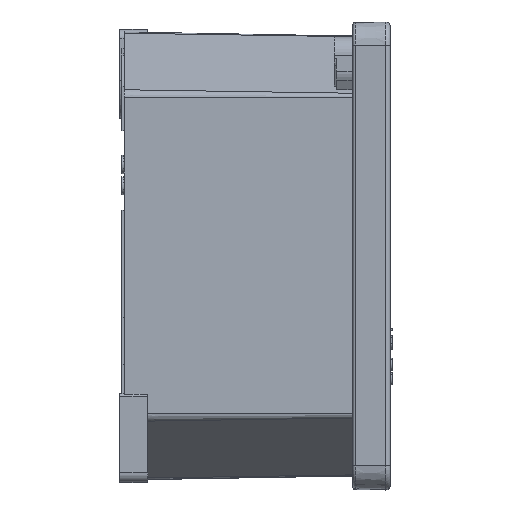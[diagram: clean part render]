
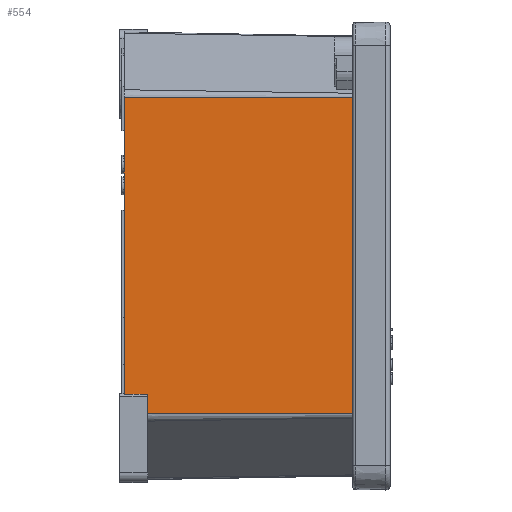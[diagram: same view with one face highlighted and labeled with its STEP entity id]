
A CAD part, top view. The second image highlights one B-rep face of the part: STEP entity #554.
In plain terms, the highlighted face is planar.
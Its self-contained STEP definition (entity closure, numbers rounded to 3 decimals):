
#554 = ADVANCED_FACE( '', ( #1462 ), #1463, .T. );
#1462 = FACE_OUTER_BOUND( '', #2779, .T. );
#1463 = PLANE( '', #2780 );
#2779 = EDGE_LOOP( '', ( #4327, #4328, #4329, #4330, #4331, #4332 ) );
#2780 = AXIS2_PLACEMENT_3D( '', #4333, #4334, #4335 );
#4327 = ORIENTED_EDGE( '', *, *, #8014, .F. );
#4328 = ORIENTED_EDGE( '', *, *, #8015, .T. );
#4329 = ORIENTED_EDGE( '', *, *, #8016, .F. );
#4330 = ORIENTED_EDGE( '', *, *, #7798, .F. );
#4331 = ORIENTED_EDGE( '', *, *, #8017, .T. );
#4332 = ORIENTED_EDGE( '', *, *, #8018, .T. );
#4333 = CARTESIAN_POINT( '', ( 1., -47.975, 33.82 ) );
#4334 = DIRECTION( '', ( 0.017, -1., 0. ) );
#4335 = DIRECTION( '', ( 1., 0.017, 0. ) );
#7798 = EDGE_CURVE( '', #9305, #9307, #9308, .F. );
#8014 = EDGE_CURVE( '', #9693, #9694, #9695, .T. );
#8015 = EDGE_CURVE( '', #9693, #9696, #9697, .F. );
#8016 = EDGE_CURVE( '', #9307, #9696, #9698, .T. );
#8017 = EDGE_CURVE( '', #9305, #9699, #9700, .T. );
#8018 = EDGE_CURVE( '', #9699, #9694, #9701, .T. );
#9305 = VERTEX_POINT( '', #11530 );
#9307 = VERTEX_POINT( '', #11532 );
#9308 = LINE( '', #11533, #11534 );
#9693 = VERTEX_POINT( '', #12030 );
#9694 = VERTEX_POINT( '', #12031 );
#9695 = ELLIPSE( '', #12032, 28.649, 0.5 );
#9696 = VERTEX_POINT( '', #12033 );
#9697 = LINE( '', #12034, #12035 );
#9698 = LINE( '', #12036, #12037 );
#9699 = VERTEX_POINT( '', #12038 );
#9700 = LINE( '', #12039, #12040 );
#9701 = LINE( '', #12041, #12042 );
#11530 = CARTESIAN_POINT( '', ( 53., -47.067, 33.82 ) );
#11532 = CARTESIAN_POINT( '', ( 53., -47.067, -33.82 ) );
#11533 = CARTESIAN_POINT( '', ( 53., -47.067, 33.82 ) );
#11534 = VECTOR( '', #14420, 1000. );
#12030 = CARTESIAN_POINT( '', ( 6., -47.888, -29.691 ) );
#12031 = CARTESIAN_POINT( '', ( 1., -47.975, -29.769 ) );
#12032 = AXIS2_PLACEMENT_3D( '', #14742, #14743, #14744 );
#12033 = CARTESIAN_POINT( '', ( 6., -47.888, -33.82 ) );
#12034 = CARTESIAN_POINT( '', ( 6., -47.888, 33.82 ) );
#12035 = VECTOR( '', #14745, 1000. );
#12036 = CARTESIAN_POINT( '', ( 1., -47.975, -33.82 ) );
#12037 = VECTOR( '', #14746, 1000. );
#12038 = CARTESIAN_POINT( '', ( 1., -47.975, 33.82 ) );
#12039 = CARTESIAN_POINT( '', ( 1., -47.975, 33.82 ) );
#12040 = VECTOR( '', #14747, 1000. );
#12041 = CARTESIAN_POINT( '', ( 1., -47.975, 33.82 ) );
#12042 = VECTOR( '', #14748, 1000. );
#14420 = DIRECTION( '', ( 0., 0., 1. ) );
#14742 = CARTESIAN_POINT( '', ( 22.484, -47.6, -30.1 ) );
#14743 = DIRECTION( '', ( 0.017, -1., 0. ) );
#14744 = DIRECTION( '', ( -1., -0.017, 0. ) );
#14745 = DIRECTION( '', ( 0., 0., 1. ) );
#14746 = DIRECTION( '', ( -1., -0.017, 0. ) );
#14747 = DIRECTION( '', ( -1., -0.017, 0. ) );
#14748 = DIRECTION( '', ( 0., 0., -1. ) );
